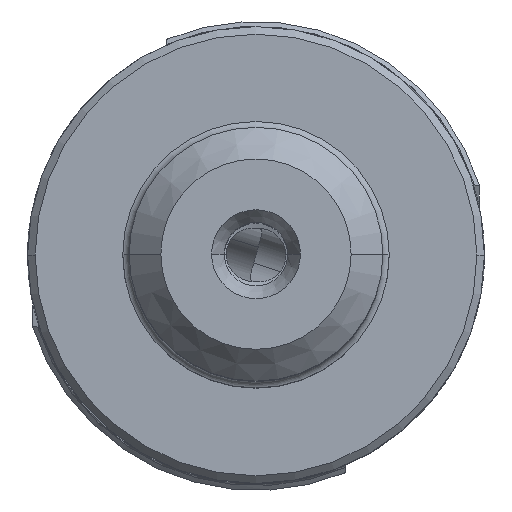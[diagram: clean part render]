
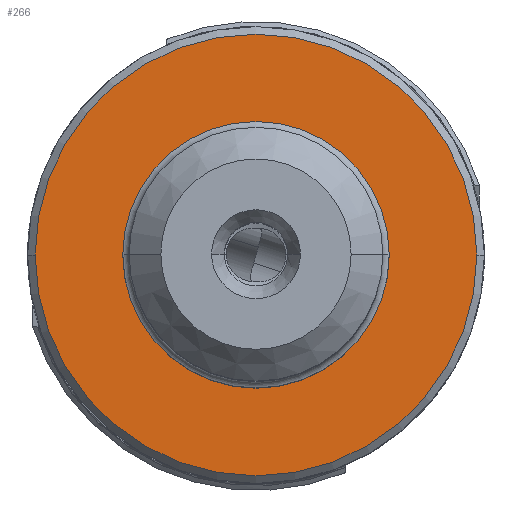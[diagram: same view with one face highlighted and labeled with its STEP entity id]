
A CAD part, top view. The second image highlights one B-rep face of the part: STEP entity #266.
In plain terms, the highlighted planar face has unit normal (0, 0, 1).
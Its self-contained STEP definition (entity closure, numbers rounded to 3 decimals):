
#131=FACE_BOUND('',#718,.T.);
#132=FACE_BOUND('',#719,.T.);
#266=ADVANCED_FACE('',(#131,#132),#455,.T.);
#455=PLANE('',#3974);
#718=EDGE_LOOP('',(#1666,#1667));
#719=EDGE_LOOP('',(#1668,#1669));
#1251=CIRCLE('',#3968,8.7);
#1252=CIRCLE('',#3970,8.7);
#1253=CIRCLE('',#3972,5.25);
#1254=CIRCLE('',#3973,5.25);
#1666=ORIENTED_EDGE('',*,*,#3118,.F.);
#1667=ORIENTED_EDGE('',*,*,#3116,.F.);
#1668=ORIENTED_EDGE('',*,*,#3119,.F.);
#1669=ORIENTED_EDGE('',*,*,#3120,.F.);
#2706=VERTEX_POINT('',#7173);
#2707=VERTEX_POINT('',#7175);
#2708=VERTEX_POINT('',#7181);
#2709=VERTEX_POINT('',#7182);
#3116=EDGE_CURVE('',#2706,#2707,#1251,.T.);
#3118=EDGE_CURVE('',#2707,#2706,#1252,.T.);
#3119=EDGE_CURVE('',#2708,#2709,#1253,.T.);
#3120=EDGE_CURVE('',#2709,#2708,#1254,.T.);
#3968=AXIS2_PLACEMENT_3D('',#7174,#4523,#4524);
#3970=AXIS2_PLACEMENT_3D('',#7178,#4528,#4529);
#3972=AXIS2_PLACEMENT_3D('',#7180,#4532,#4533);
#3973=AXIS2_PLACEMENT_3D('',#7183,#4534,#4535);
#3974=AXIS2_PLACEMENT_3D('',#7184,#4536,#4537);
#4523=DIRECTION('',(0.,0.,-1.));
#4524=DIRECTION('',(-1.,0.,0.));
#4528=DIRECTION('',(0.,0.,-1.));
#4529=DIRECTION('',(1.,0.,0.));
#4532=DIRECTION('',(0.,0.,1.));
#4533=DIRECTION('',(1.,0.,0.));
#4534=DIRECTION('',(0.,0.,1.));
#4535=DIRECTION('',(-1.,0.,0.));
#4536=DIRECTION('',(0.,0.,1.));
#4537=DIRECTION('',(1.,0.,0.));
#7173=CARTESIAN_POINT('',(-8.7,0.,0.));
#7174=CARTESIAN_POINT('',(0.,0.,0.));
#7175=CARTESIAN_POINT('',(8.7,0.,0.));
#7178=CARTESIAN_POINT('',(0.,0.,0.));
#7180=CARTESIAN_POINT('',(0.,0.,0.));
#7181=CARTESIAN_POINT('',(5.25,0.,0.));
#7182=CARTESIAN_POINT('',(-5.25,0.,0.));
#7183=CARTESIAN_POINT('',(0.,0.,0.));
#7184=CARTESIAN_POINT('',(0.,0.,0.));
